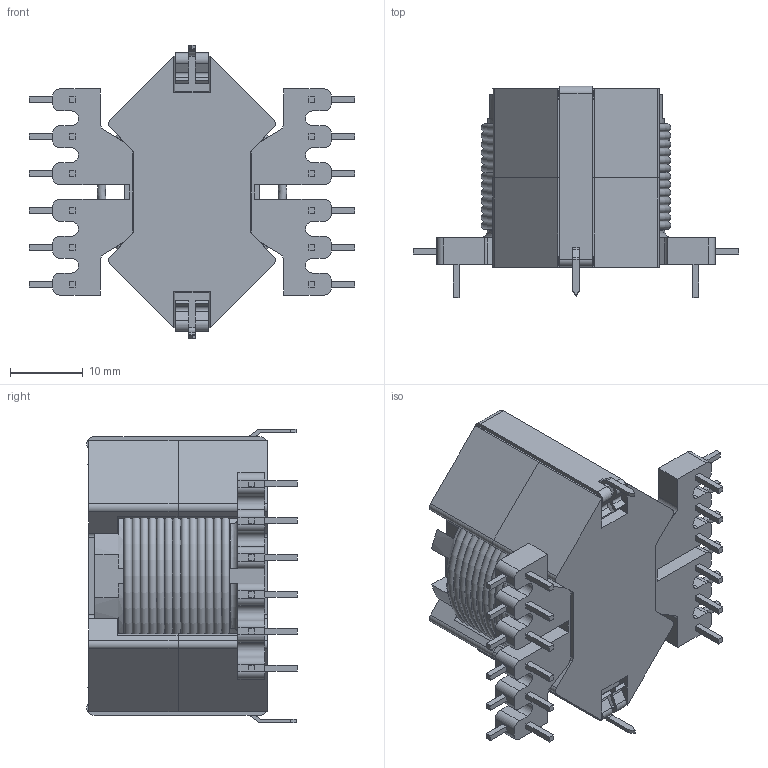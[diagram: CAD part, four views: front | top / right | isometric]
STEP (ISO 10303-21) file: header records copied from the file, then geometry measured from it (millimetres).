
FILE_DESCRIPTION(/* description */ ('Unknown','CAx-IF Rec.Pracs.---Representation and Presentation of Product Manufacturing Information (PMI)---4.0---2014-10-13','CAx-IF Rec.Pracs.---3D Tessellated Geometry---0.4---2014-09-14','2;1'),/* implementation_level */ '2;1');
FILE_NAME(/* name */ 'User Library-RM12',/* time_stamp */ '2019-04-02T17:06:08+03:00',/* author */ ('Unknown'),/* organization */ ('Unknown'),/* preprocessor_version */ 'ST-DEVELOPER v16.7',/* originating_system */ 'DEX',/* authorisation */ $);
FILE_SCHEMA (('AP242_MANAGED_MODEL_BASED_3D_ENGINEERING_MIM_LF { 1 0 10303 442 20130219 1 4 }'));
Length unit declared in the file: millimetre
Products named in the file (3): User Library-RM12; rm12
Assembly tree (2 placements, depth 2):
  User Library-RM12
    User Library-RM12
    rm12
Bounding box: 44.8 x 29.05 x 40.48 mm (x, y, z)
Volume: 3589.8 mm3; surface area: 12796.4 mm2
Topology: 14 solids, 17 shells, 409 faces, 1137 edges, 749 vertices
Faces by surface type: plane 298, cylinder 94, torus 17
Full cylindrical faces by diameter (mm): 13.3 x1, 14.3 x1
Entity records: 15254 total; most frequent: CARTESIAN_POINT 2298, ORIENTED_EDGE 2152, DIRECTION 2143, EDGE_CURVE 1107, LINE 879, VECTOR 879, VERTEX_POINT 747, AXIS2_PLACEMENT_3D 632
